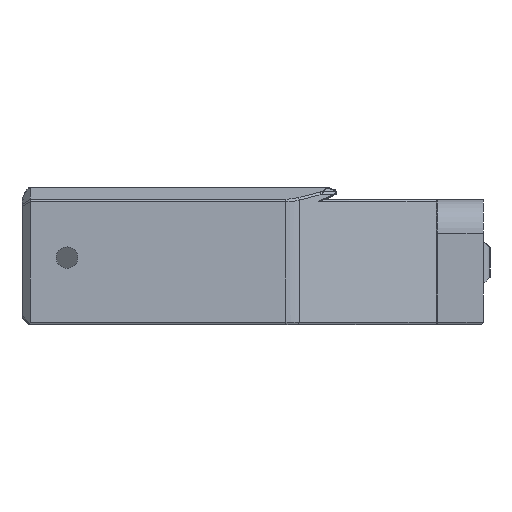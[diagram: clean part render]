
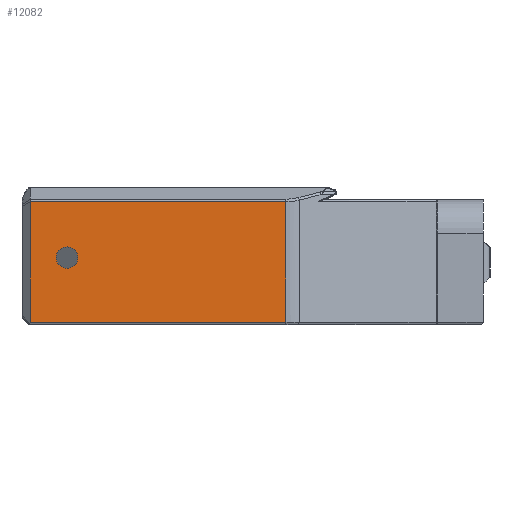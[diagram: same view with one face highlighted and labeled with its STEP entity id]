
A CAD part, left-side view. The second image highlights one B-rep face of the part: STEP entity #12082.
In plain terms, the highlighted planar face has unit normal (-1, 0, 0).
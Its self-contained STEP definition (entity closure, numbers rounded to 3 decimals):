
#362=FACE_BOUND('',#1958,.T.);
#626=PLANE('',#13286);
#1251=FACE_OUTER_BOUND('',#1957,.T.);
#1957=EDGE_LOOP('',(#10920,#10921,#10922,#10923));
#1958=EDGE_LOOP('',(#10924));
#2563=CIRCLE('',#13287,1.6);
#3495=LINE('',#23877,#4473);
#3496=LINE('',#23879,#4474);
#3497=LINE('',#23880,#4475);
#3498=LINE('',#23881,#4476);
#4473=VECTOR('',#16541,10.);
#4474=VECTOR('',#16542,10.);
#4475=VECTOR('',#16543,10.);
#4476=VECTOR('',#16544,10.);
#5705=VERTEX_POINT('',#23637);
#5749=VERTEX_POINT('',#23875);
#5750=VERTEX_POINT('',#23876);
#5751=VERTEX_POINT('',#23878);
#5752=VERTEX_POINT('',#23882);
#7500=EDGE_CURVE('',#5749,#5750,#3495,.T.);
#7501=EDGE_CURVE('',#5751,#5749,#3496,.T.);
#7502=EDGE_CURVE('',#5705,#5751,#3497,.T.);
#7503=EDGE_CURVE('',#5750,#5705,#3498,.T.);
#7504=EDGE_CURVE('',#5752,#5752,#2563,.T.);
#10920=ORIENTED_EDGE('',*,*,#7500,.F.);
#10921=ORIENTED_EDGE('',*,*,#7501,.F.);
#10922=ORIENTED_EDGE('',*,*,#7502,.F.);
#10923=ORIENTED_EDGE('',*,*,#7503,.F.);
#10924=ORIENTED_EDGE('',*,*,#7504,.T.);
#12082=ADVANCED_FACE('',(#1251,#362),#626,.F.);
#13286=AXIS2_PLACEMENT_3D('',#23874,#16539,#16540);
#13287=AXIS2_PLACEMENT_3D('',#23883,#16545,#16546);
#16539=DIRECTION('center_axis',(1.,0.,0.));
#16540=DIRECTION('ref_axis',(0.,-1.,0.));
#16541=DIRECTION('',(0.,-1.,0.));
#16542=DIRECTION('',(0.,0.,1.));
#16543=DIRECTION('',(0.,1.,0.));
#16544=DIRECTION('',(0.,0.,-1.));
#16545=DIRECTION('center_axis',(1.,0.,0.));
#16546=DIRECTION('ref_axis',(0.,1.,0.));
#23637=CARTESIAN_POINT('',(-65.,-65.309,-0.4));
#23874=CARTESIAN_POINT('Origin',(-65.,-12.353,17.8));
#23875=CARTESIAN_POINT('',(-65.,-27.295,17.539));
#23876=CARTESIAN_POINT('',(-65.,-65.309,17.539));
#23877=CARTESIAN_POINT('',(-65.,-21.224,17.539));
#23878=CARTESIAN_POINT('',(-65.,-27.295,-0.4));
#23879=CARTESIAN_POINT('',(-65.,-27.295,17.8));
#23880=CARTESIAN_POINT('',(-65.,-36.604,-0.4));
#23881=CARTESIAN_POINT('',(-65.,-65.309,17.8));
#23882=CARTESIAN_POINT('',(-65.,-34.395,9.2));
#23883=CARTESIAN_POINT('Origin',(-65.,-32.795,9.2));
